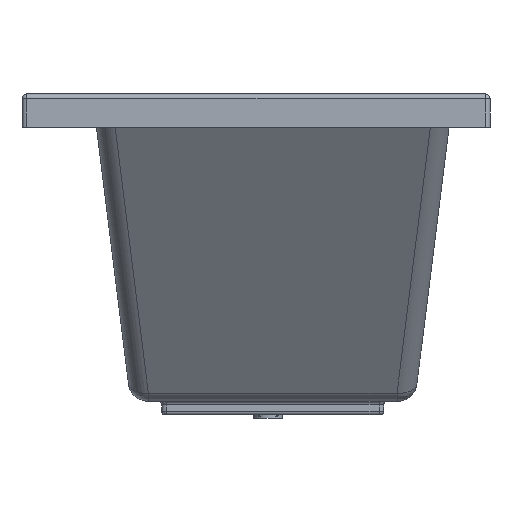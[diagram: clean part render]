
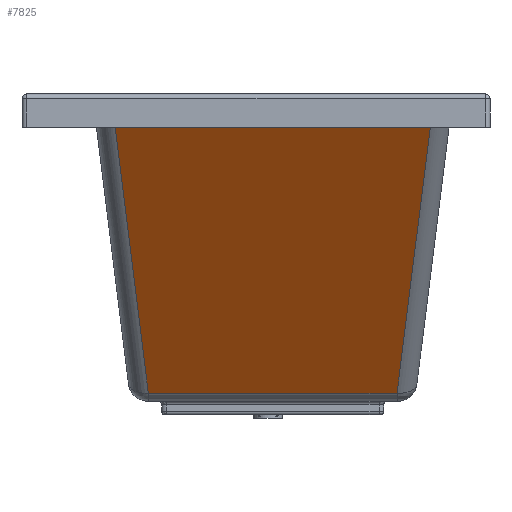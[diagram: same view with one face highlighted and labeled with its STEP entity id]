
A CAD part, left-side view. The second image highlights one B-rep face of the part: STEP entity #7825.
In plain terms, the highlighted planar face has unit normal (-0.817, 0, -0.577).
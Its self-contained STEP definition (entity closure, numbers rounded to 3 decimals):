
#7371=CARTESIAN_POINT('',(45.144,-533.419,-50.0));
#7372=VERTEX_POINT('',#7371);
#7396=CARTESIAN_POINT('',(45.144,-62.058,-50.0));
#7397=VERTEX_POINT('',#7396);
#7404=CARTESIAN_POINT('',(45.144,-533.419,-50.0));
#7405=DIRECTION('',(0.0,1.0,0.0));
#7406=VECTOR('',#7405,471.361);
#7407=LINE('',#7404,#7406);
#7408=EDGE_CURVE('',#7372,#7397,#7407,.T.);
#7526=CARTESIAN_POINT('',(325.853,-483.755,-447.311));
#7527=VERTEX_POINT('',#7526);
#7535=CARTESIAN_POINT('',(325.853,-111.722,-447.311));
#7536=VERTEX_POINT('',#7535);
#7537=CARTESIAN_POINT('',(325.853,-483.755,-447.311));
#7538=DIRECTION('',(0.0,1.0,0.0));
#7539=VECTOR('',#7538,372.033);
#7540=LINE('',#7537,#7539);
#7541=EDGE_CURVE('',#7527,#7536,#7540,.T.);
#7786=CARTESIAN_POINT('',(325.853,-111.722,-447.311));
#7787=DIRECTION('',(-0.574,0.102,0.812));
#7788=VECTOR('',#7787,488.999);
#7789=LINE('',#7786,#7788);
#7790=EDGE_CURVE('',#7536,#7397,#7789,.T.);
#7805=CARTESIAN_POINT('',(45.144,-533.419,-50.0));
#7806=DIRECTION('',(0.574,0.102,-0.812));
#7807=VECTOR('',#7806,488.999);
#7808=LINE('',#7805,#7807);
#7809=EDGE_CURVE('',#7372,#7527,#7808,.T.);
#7814=CARTESIAN_POINT('',(334.818,-510.239,-460.0));
#7815=DIRECTION('',(0.817,0.,0.577));
#7816=DIRECTION('',(0.577,0.,-0.817));
#7817=AXIS2_PLACEMENT_3D('',#7814,#7815,#7816);
#7818=PLANE('',#7817);
#7819=ORIENTED_EDGE('',*,*,#7541,.F.);
#7820=ORIENTED_EDGE('',*,*,#7809,.F.);
#7821=ORIENTED_EDGE('',*,*,#7408,.T.);
#7822=ORIENTED_EDGE('',*,*,#7790,.F.);
#7823=EDGE_LOOP('',(#7819,#7820,#7821,#7822));
#7824=FACE_OUTER_BOUND('',#7823,.T.);
#7825=ADVANCED_FACE('',(#7824),#7818,.F.);
